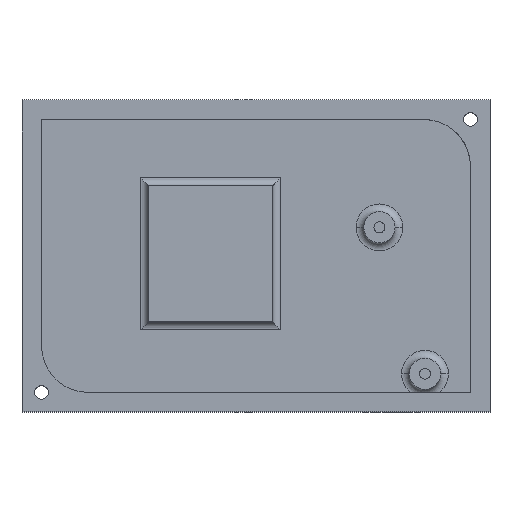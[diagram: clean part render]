
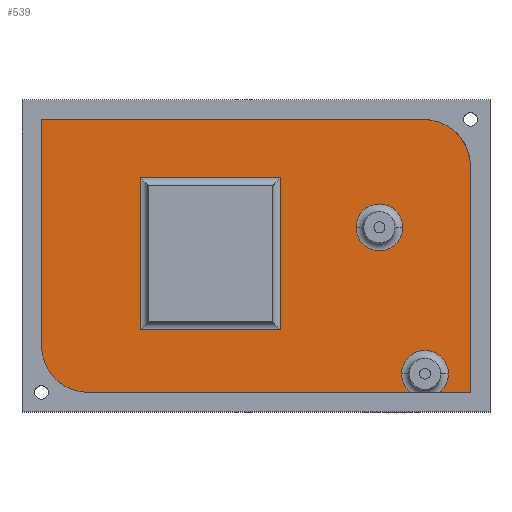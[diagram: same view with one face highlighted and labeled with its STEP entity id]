
A CAD part, top view. The second image highlights one B-rep face of the part: STEP entity #539.
In plain terms, the highlighted planar face has unit normal (0, 0, 1).
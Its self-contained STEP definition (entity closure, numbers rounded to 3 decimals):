
#80=CARTESIAN_POINT('Vertex',(69.427,-44.574,3.175)) ;
#83=CARTESIAN_POINT('Axis2P3D Location',(65.617,-44.574,3.175)) ;
#87=CARTESIAN_POINT('Vertex',(61.807,-44.574,3.175)) ;
#137=CARTESIAN_POINT('Vertex',(67.899,-47.625,3.175)) ;
#139=CARTESIAN_POINT('Vertex',(63.335,-47.625,3.175)) ;
#142=CARTESIAN_POINT('Axis2P3D Location',(65.617,-44.574,3.175)) ;
#147=CARTESIAN_POINT('Axis2P3D Location',(65.617,-44.574,3.175)) ;
#281=CARTESIAN_POINT('Vertex',(62.01,-20.723,3.175)) ;
#284=CARTESIAN_POINT('Axis2P3D Location',(58.2,-20.723,3.175)) ;
#288=CARTESIAN_POINT('Vertex',(54.39,-20.723,3.175)) ;
#325=CARTESIAN_POINT('Axis2P3D Location',(58.2,-20.723,3.175)) ;
#403=CARTESIAN_POINT('Axis2P3D Location',(0.,0.,3.175)) ;
#418=CARTESIAN_POINT('Line Origine',(70.462,-47.625,3.175)) ;
#422=CARTESIAN_POINT('Vertex',(73.025,-47.625,3.175)) ;
#425=CARTESIAN_POINT('Line Origine',(73.025,-36.249,3.175)) ;
#429=CARTESIAN_POINT('Vertex',(73.025,-24.874,3.175)) ;
#432=CARTESIAN_POINT('Line Origine',(74.613,-24.874,3.175)) ;
#436=CARTESIAN_POINT('Vertex',(76.2,-24.874,3.175)) ;
#439=CARTESIAN_POINT('Line Origine',(76.2,-17.254,3.175)) ;
#443=CARTESIAN_POINT('Vertex',(76.2,-9.634,3.175)) ;
#446=CARTESIAN_POINT('Line Origine',(74.568,-9.634,3.175)) ;
#450=CARTESIAN_POINT('Vertex',(72.936,-9.634,3.175)) ;
#453=CARTESIAN_POINT('Axis2P3D Location',(65.405,-10.795,3.175)) ;
#457=CARTESIAN_POINT('Vertex',(65.405,-3.175,3.175)) ;
#460=CARTESIAN_POINT('Line Origine',(34.29,-3.175,3.175)) ;
#464=CARTESIAN_POINT('Vertex',(3.175,-3.175,3.175)) ;
#467=CARTESIAN_POINT('Line Origine',(3.175,-21.59,3.175)) ;
#471=CARTESIAN_POINT('Vertex',(3.175,-40.005,3.175)) ;
#474=CARTESIAN_POINT('Axis2P3D Location',(10.795,-40.005,3.175)) ;
#478=CARTESIAN_POINT('Vertex',(10.795,-47.625,3.175)) ;
#481=CARTESIAN_POINT('Line Origine',(37.065,-47.625,3.175)) ;
#501=CARTESIAN_POINT('Line Origine',(19.29,-25.041,3.175)) ;
#505=CARTESIAN_POINT('Vertex',(19.29,-37.421,3.175)) ;
#507=CARTESIAN_POINT('Vertex',(19.29,-12.661,3.175)) ;
#510=CARTESIAN_POINT('Line Origine',(30.702,-12.661,3.175)) ;
#514=CARTESIAN_POINT('Vertex',(42.114,-12.661,3.175)) ;
#517=CARTESIAN_POINT('Line Origine',(42.114,-25.041,3.175)) ;
#521=CARTESIAN_POINT('Vertex',(42.114,-37.421,3.175)) ;
#524=CARTESIAN_POINT('Line Origine',(30.702,-37.421,3.175)) ;
#420=VECTOR('Line Direction',#419,1.) ;
#427=VECTOR('Line Direction',#426,1.) ;
#434=VECTOR('Line Direction',#433,1.) ;
#441=VECTOR('Line Direction',#440,1.) ;
#448=VECTOR('Line Direction',#447,1.) ;
#462=VECTOR('Line Direction',#461,1.) ;
#469=VECTOR('Line Direction',#468,1.) ;
#483=VECTOR('Line Direction',#482,1.) ;
#503=VECTOR('Line Direction',#502,1.) ;
#512=VECTOR('Line Direction',#511,1.) ;
#519=VECTOR('Line Direction',#518,1.) ;
#526=VECTOR('Line Direction',#525,1.) ;
#84=DIRECTION('Axis2P3D Direction',(-0.,0.,1.)) ;
#143=DIRECTION('Axis2P3D Direction',(0.,-0.,1.)) ;
#148=DIRECTION('Axis2P3D Direction',(0.,-0.,1.)) ;
#285=DIRECTION('Axis2P3D Direction',(-0.,0.,1.)) ;
#326=DIRECTION('Axis2P3D Direction',(0.,-0.,1.)) ;
#404=DIRECTION('Axis2P3D Direction',(0.,0.,1.)) ;
#405=DIRECTION('Axis2P3D XDirection',(1.,0.,0.)) ;
#419=DIRECTION('Vector Direction',(-1.,0.,0.)) ;
#426=DIRECTION('Vector Direction',(0.,1.,0.)) ;
#433=DIRECTION('Vector Direction',(-1.,0.,0.)) ;
#440=DIRECTION('Vector Direction',(0.,-1.,0.)) ;
#447=DIRECTION('Vector Direction',(-1.,0.,0.)) ;
#454=DIRECTION('Axis2P3D Direction',(0.,0.,1.)) ;
#461=DIRECTION('Vector Direction',(1.,0.,0.)) ;
#468=DIRECTION('Vector Direction',(0.,-1.,0.)) ;
#475=DIRECTION('Axis2P3D Direction',(0.,0.,1.)) ;
#482=DIRECTION('Vector Direction',(-1.,0.,0.)) ;
#502=DIRECTION('Vector Direction',(0.,-1.,0.)) ;
#511=DIRECTION('Vector Direction',(1.,0.,0.)) ;
#518=DIRECTION('Vector Direction',(0.,1.,0.)) ;
#525=DIRECTION('Vector Direction',(-1.,0.,0.)) ;
#85=AXIS2_PLACEMENT_3D('Circle Axis2P3D',#83,#84,$) ;
#144=AXIS2_PLACEMENT_3D('Circle Axis2P3D',#142,#143,$) ;
#149=AXIS2_PLACEMENT_3D('Circle Axis2P3D',#147,#148,$) ;
#286=AXIS2_PLACEMENT_3D('Circle Axis2P3D',#284,#285,$) ;
#327=AXIS2_PLACEMENT_3D('Circle Axis2P3D',#325,#326,$) ;
#406=AXIS2_PLACEMENT_3D('Plane Axis2P3D',#403,#404,#405) ;
#455=AXIS2_PLACEMENT_3D('Circle Axis2P3D',#453,#454,$) ;
#476=AXIS2_PLACEMENT_3D('Circle Axis2P3D',#474,#475,$) ;
#421=LINE('Line',#418,#420) ;
#428=LINE('Line',#425,#427) ;
#435=LINE('Line',#432,#434) ;
#442=LINE('Line',#439,#441) ;
#449=LINE('Line',#446,#448) ;
#463=LINE('Line',#460,#462) ;
#470=LINE('Line',#467,#469) ;
#484=LINE('Line',#481,#483) ;
#504=LINE('Line',#501,#503) ;
#513=LINE('Line',#510,#512) ;
#520=LINE('Line',#517,#519) ;
#527=LINE('Line',#524,#526) ;
#86=CIRCLE('generated circle',#85,3.81) ;
#145=CIRCLE('generated circle',#144,3.81) ;
#150=CIRCLE('generated circle',#149,3.81) ;
#287=CIRCLE('generated circle',#286,3.81) ;
#328=CIRCLE('generated circle',#327,3.81) ;
#456=CIRCLE('generated circle',#455,7.62) ;
#477=CIRCLE('generated circle',#476,7.62) ;
#407=PLANE('',#406) ;
#534=FACE_BOUND('',#529,.T.) ;
#538=FACE_BOUND('',#535,.T.) ;
#89=EDGE_CURVE('',#88,#81,#86,.F.) ;
#146=EDGE_CURVE('',#81,#138,#145,.F.) ;
#151=EDGE_CURVE('',#140,#88,#150,.F.) ;
#290=EDGE_CURVE('',#289,#282,#287,.F.) ;
#329=EDGE_CURVE('',#282,#289,#328,.F.) ;
#424=EDGE_CURVE('',#138,#423,#421,.F.) ;
#431=EDGE_CURVE('',#423,#430,#428,.T.) ;
#438=EDGE_CURVE('',#437,#430,#435,.T.) ;
#445=EDGE_CURVE('',#437,#444,#442,.F.) ;
#452=EDGE_CURVE('',#444,#451,#449,.T.) ;
#459=EDGE_CURVE('',#451,#458,#456,.T.) ;
#466=EDGE_CURVE('',#458,#465,#463,.F.) ;
#473=EDGE_CURVE('',#465,#472,#470,.T.) ;
#480=EDGE_CURVE('',#472,#479,#477,.T.) ;
#485=EDGE_CURVE('',#479,#140,#484,.F.) ;
#509=EDGE_CURVE('',#506,#508,#504,.F.) ;
#516=EDGE_CURVE('',#508,#515,#513,.T.) ;
#523=EDGE_CURVE('',#515,#522,#520,.F.) ;
#528=EDGE_CURVE('',#522,#506,#527,.T.) ;
#487=ORIENTED_EDGE('',*,*,#424,.T.) ;
#488=ORIENTED_EDGE('',*,*,#431,.T.) ;
#489=ORIENTED_EDGE('',*,*,#438,.F.) ;
#490=ORIENTED_EDGE('',*,*,#445,.T.) ;
#491=ORIENTED_EDGE('',*,*,#452,.T.) ;
#492=ORIENTED_EDGE('',*,*,#459,.T.) ;
#493=ORIENTED_EDGE('',*,*,#466,.T.) ;
#494=ORIENTED_EDGE('',*,*,#473,.T.) ;
#495=ORIENTED_EDGE('',*,*,#480,.T.) ;
#496=ORIENTED_EDGE('',*,*,#485,.T.) ;
#497=ORIENTED_EDGE('',*,*,#151,.T.) ;
#498=ORIENTED_EDGE('',*,*,#89,.T.) ;
#499=ORIENTED_EDGE('',*,*,#146,.T.) ;
#530=ORIENTED_EDGE('',*,*,#509,.T.) ;
#531=ORIENTED_EDGE('',*,*,#516,.T.) ;
#532=ORIENTED_EDGE('',*,*,#523,.T.) ;
#533=ORIENTED_EDGE('',*,*,#528,.T.) ;
#536=ORIENTED_EDGE('',*,*,#290,.T.) ;
#537=ORIENTED_EDGE('',*,*,#329,.T.) ;
#486=EDGE_LOOP('',(#487,#488,#489,#490,#491,#492,#493,#494,#495,#496,#497,#498,#499)) ;
#529=EDGE_LOOP('',(#530,#531,#532,#533)) ;
#535=EDGE_LOOP('',(#536,#537)) ;
#81=VERTEX_POINT('',#80) ;
#88=VERTEX_POINT('',#87) ;
#138=VERTEX_POINT('',#137) ;
#140=VERTEX_POINT('',#139) ;
#282=VERTEX_POINT('',#281) ;
#289=VERTEX_POINT('',#288) ;
#423=VERTEX_POINT('',#422) ;
#430=VERTEX_POINT('',#429) ;
#437=VERTEX_POINT('',#436) ;
#444=VERTEX_POINT('',#443) ;
#451=VERTEX_POINT('',#450) ;
#458=VERTEX_POINT('',#457) ;
#465=VERTEX_POINT('',#464) ;
#472=VERTEX_POINT('',#471) ;
#479=VERTEX_POINT('',#478) ;
#506=VERTEX_POINT('',#505) ;
#508=VERTEX_POINT('',#507) ;
#515=VERTEX_POINT('',#514) ;
#522=VERTEX_POINT('',#521) ;
#539=ADVANCED_FACE('PartBody',(#500,#534,#538),#407,.T.) ;
#500=FACE_OUTER_BOUND('',#486,.T.) ;
